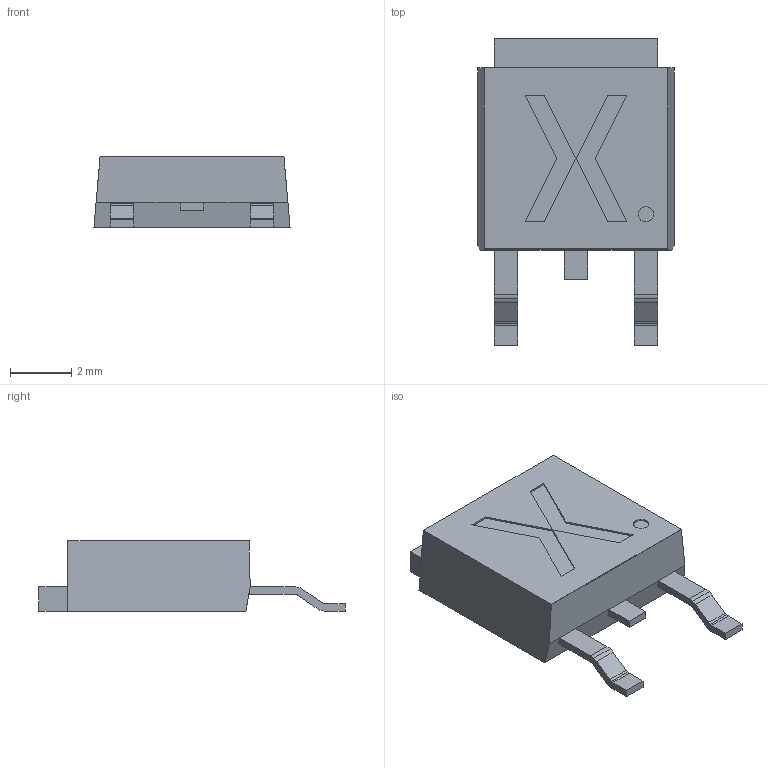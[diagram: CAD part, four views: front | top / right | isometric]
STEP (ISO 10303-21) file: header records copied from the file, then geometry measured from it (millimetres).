
FILE_DESCRIPTION(('FreeCAD Model'),'2;1');
FILE_NAME( 'SOT428.step', '2020-07-31T16:47:05',('kicad StepUp'),('ksu MCAD'), 'Open CASCADE STEP processor 7.4','FreeCAD','Unknown');
FILE_SCHEMA(('AUTOMOTIVE_DESIGN { 1 0 10303 214 1 1 1 1 }'));
Length unit declared in the file: millimetre
Products named in the file (1): SOT428
Bounding box: 6.4 x 10 x 2.3 mm (x, y, z)
Volume: 89.5 mm3; surface area: 260.7 mm2
Topology: 4 solids, 4 shells, 225 faces, 639 edges, 420 vertices
Faces by surface type: plane 183, cylinder 42
Entity records: 8877 total; most frequent: CARTESIAN_POINT 1287, ORIENTED_EDGE 1278, DIRECTION 1205, EDGE_CURVE 639, LINE 525, VECTOR 525, VERTEX_POINT 422, AXIS2_PLACEMENT_3D 340
